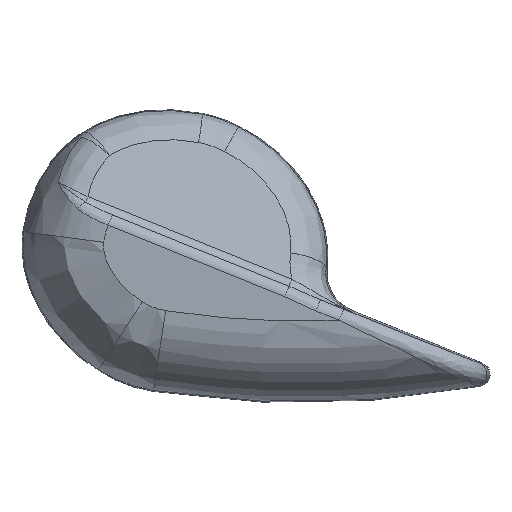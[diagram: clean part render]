
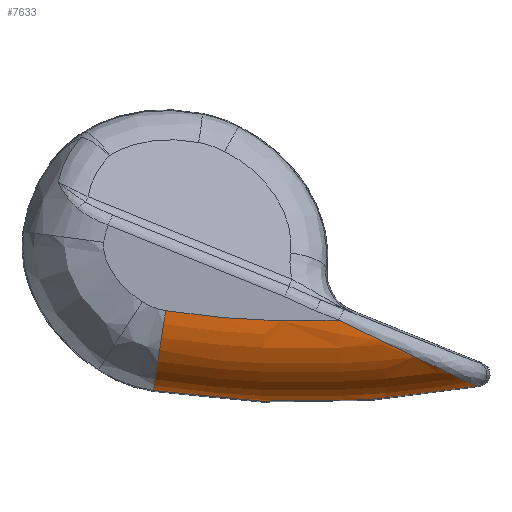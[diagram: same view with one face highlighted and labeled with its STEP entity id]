
A CAD part, top view. The second image highlights one B-rep face of the part: STEP entity #7633.
In plain terms, the highlighted toroidal (fillet/blend) face has major radius 139.565 mm and minor radius 12.7 mm.
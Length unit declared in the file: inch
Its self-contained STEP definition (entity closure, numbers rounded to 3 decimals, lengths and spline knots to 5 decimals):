
#5973=CARTESIAN_POINT('',(1.48169,-0.61259,
0.68));
#5974=CARTESIAN_POINT('',(1.53214,-0.63687,
0.68));
#5975=CARTESIAN_POINT('',(1.62843,-0.68325,
0.6758));
#5976=CARTESIAN_POINT('',(1.75752,-0.74544,
0.65865));
#5977=CARTESIAN_POINT('',(1.87165,-0.80035,
0.63243));
#5978=CARTESIAN_POINT('',(1.97167,-0.84835,
0.59868));
#5979=CARTESIAN_POINT('',(2.0593,-0.89027,
0.5582));
#5980=CARTESIAN_POINT('',(2.13457,-0.92609,
0.51205));
#5981=CARTESIAN_POINT('',(2.19779,-0.95597,
0.46117));
#5982=CARTESIAN_POINT('',(2.24876,-0.97982,
0.40682));
#5983=CARTESIAN_POINT('',(2.28724,-0.99756,
0.35101));
#5984=CARTESIAN_POINT('',(2.31424,-1.00968,
0.29458));
#5985=CARTESIAN_POINT('',(2.33025,-1.01648,
0.2397));
#5986=CARTESIAN_POINT('',(2.3346,-1.01796,
0.20531));
#5987=CARTESIAN_POINT('',(2.3355,-1.01809,
0.18873));
#6025=CARTESIAN_POINT('',(1.24853,4.87715,0.18873));
#6026=DIRECTION('',(0.,0.,1.));
#6027=DIRECTION('',(-0.153,-0.988,0.));
#6028=AXIS2_PLACEMENT_3D('',#6025,#6026,#6027);
#6030=CARTESIAN_POINT('',(0.40694,-0.5527,0.18));
#6031=DIRECTION('',(0.988,-0.153,0.));
#6032=DIRECTION('',(0.,0.,1.));
#6033=AXIS2_PLACEMENT_3D('',#6030,#6031,#6032);
#6035=CARTESIAN_POINT('',(1.24853,4.87715,0.68));
#6036=DIRECTION('',(0.,0.,1.));
#6037=DIRECTION('',(-0.153,-0.988,0.));
#6038=AXIS2_PLACEMENT_3D('',#6035,#6036,#6037);
#7309=CARTESIAN_POINT('',(0.40694,-0.5527,0.68));
#7311=VERTEX_POINT('',#7309);
#7313=CARTESIAN_POINT('',(0.33037,-1.04673,
0.18873));
#7315=VERTEX_POINT('',#7313);
#7327=VERTEX_POINT('',#5973);
#7328=VERTEX_POINT('',#5987);
#7619=CARTESIAN_POINT('',(1.24853,4.87715,0.18));
#7620=DIRECTION('',(0.,0.,1.));
#7621=DIRECTION('',(-0.155,-0.988,0.));
#7622=AXIS2_PLACEMENT_3D('',#7619,#7620,#7621);
#7623=TOROIDAL_SURFACE('',#7622,5.49469,0.5);
#7624=ORIENTED_EDGE('',*,*,#7609,.T.);
#7626=ORIENTED_EDGE('',*,*,#7625,.F.);
#7628=ORIENTED_EDGE('',*,*,#7627,.F.);
#7630=ORIENTED_EDGE('',*,*,#7629,.T.);
#7631=EDGE_LOOP('',(#7624,#7626,#7628,#7630));
#7632=FACE_OUTER_BOUND('',#7631,.F.);
#7633=ADVANCED_FACE('',(#7632),#7623,.T.);
#5988=B_SPLINE_CURVE_WITH_KNOTS('',3,(#5973,#5974,#5975,#5976,#5977,#5978,#5979,
#5980,#5981,#5982,#5983,#5984,#5985,#5986,#5987),.UNSPECIFIED.,.F.,.F.,(4,1,1,1,
1,1,1,1,1,1,1,1,4),(0.,0.08333,0.16667,0.25,
0.33333,0.41667,0.5,0.58333,0.66667,
0.75,0.83333,0.91667,1.),.UNSPECIFIED.);
#6029=CIRCLE('',#6028,5.99461);
#6034=CIRCLE('',#6033,0.5);
#6039=CIRCLE('',#6038,5.49469);
#7609=EDGE_CURVE('',#7327,#7328,#5988,.T.);
#7625=EDGE_CURVE('',#7315,#7328,#6029,.T.);
#7627=EDGE_CURVE('',#7311,#7315,#6034,.T.);
#7629=EDGE_CURVE('',#7311,#7327,#6039,.T.);
